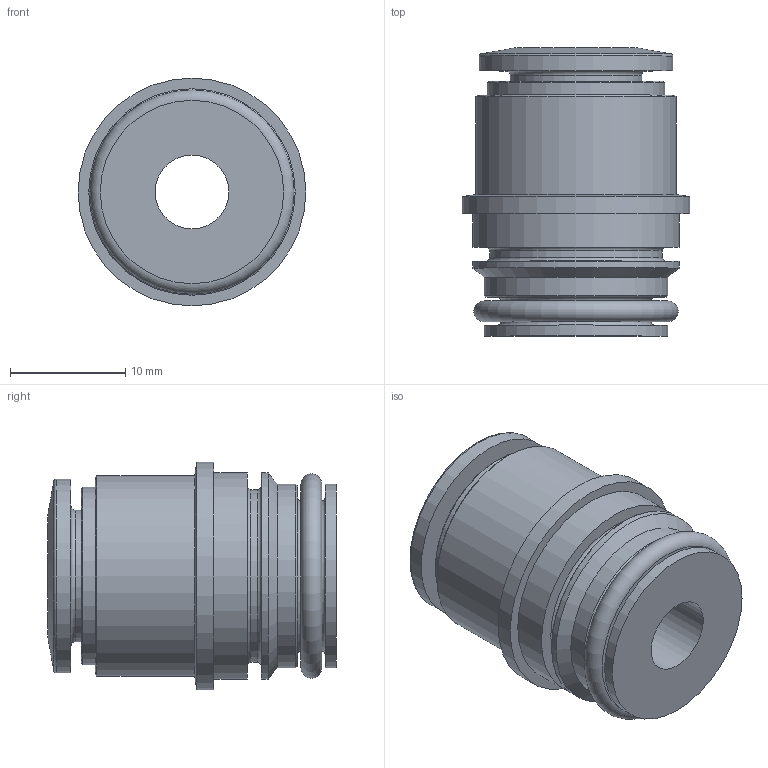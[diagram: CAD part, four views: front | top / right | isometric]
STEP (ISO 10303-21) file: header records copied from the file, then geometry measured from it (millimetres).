
FILE_DESCRIPTION(/* description */ ('STEP AP214'),/* implementation_level */ '2;1');
FILE_NAME(/* name */ '132634_QSPKG20-10',/* time_stamp */ '2024-09-14T14:31:49+02:00',/* author */ ('License CC BY-ND 4.0'),/* organization */ ('CADENAS'),/* preprocessor_version */ 'ST-DEVELOPER v19.3',/* originating_system */ 'PARTsolutions',/* authorisation */ ' ');
FILE_SCHEMA (('AUTOMOTIVE_DESIGN {1 0 10303 214 3 1 1}'));
Length unit declared in the file: millimetre
Products named in the file (1): 132634 QSPKG20-10
Bounding box: 19.75 x 25 x 19.75 mm (x, y, z)
Volume: 3848.9 mm3; surface area: 3235.1 mm2
Topology: 1 solids, 1 shells, 43 faces, 75 edges, 44 vertices
Faces by surface type: cylinder 14, plane 12, torus 11, cone 6
Full cylindrical faces by diameter (mm): 6.4 x1, 10 x1, 11.4 x1, 13 x2, 15 x1, 15.4 x1, 15.9 x2, 16.8 x1, 17.4 x1, 17.9 x2, 19.75 x1
Entity records: 1194 total; most frequent: DIRECTION 174, CARTESIAN_POINT 130, AXIS2_PLACEMENT_3D 87, ORIENTED_EDGE 86, EDGE_LOOP 86, FACE_BOUND 86, EDGE_CURVE 43, VERTEX_POINT 43
